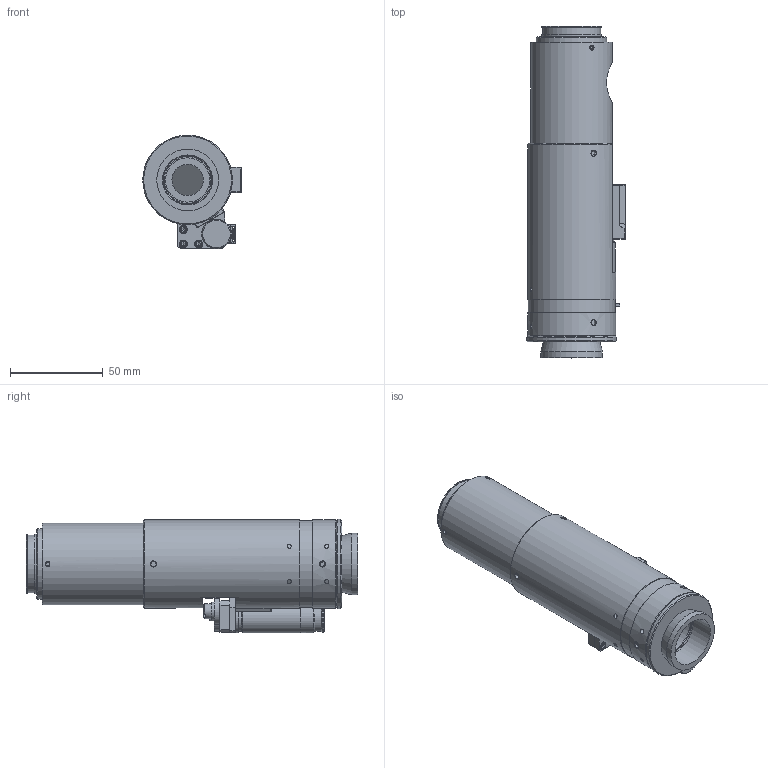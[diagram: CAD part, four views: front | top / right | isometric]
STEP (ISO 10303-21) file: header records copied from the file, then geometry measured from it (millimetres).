
FILE_DESCRIPTION((''),'2;1');
FILE_NAME('51318_0.stp','2006-03-24T13:00:34',('PODLENA'),(''),'Autodesk Inventor 10','Autodesk Inventor 10','');
FILE_SCHEMA(('AUTOMOTIVE_DESIGN { 1 0 10303 214 1 1 1 1 }'));
Length unit declared in the file: inch
Products named in the file (50): 51318_0; 7015; 62327; 7449; 7036; 51276(coax)_0; 51186; 50347(COAX)_0; 50352; 50348_0; 50354; 50355; 50143; 50616; 50465; 50121; 7007; 7004; 60398; 60400; 60399-R; 7183; 7040; 51275; 50211; 50215-R; 62325; 51187; 7006; 62565_12X; 60976; 62326; 62326-1; DN6848S; ECS-T1CY105R; ECJ-2VF1H104Z; 62804; 51404; 50497; 50496 ...
Assembly tree (73 placements, depth 5):
  51318_0
    7015
    62327
    7449  x3
    7036  x2
    51276(coax)_0
      51186
      50347(COAX)_0
        50352
        50348_0
          50354
          50355
        50143  x2
        50616  x2
        50465
        50121
        7007  x3
      7004  x6
      60398
      60400
      60399-R
      7183
      7040  x4
      7036  x3
      51275
        50211
        50215-R
        62325  x2
        51187
        7006  x3
    62565_12X
      60976
      62326
        62326-1
        DN6848S  x2
        ECS-T1CY105R
        ECJ-2VF1H104Z
      62804
    51404
      50497
      50496
      50494
        50498
        50109
      50030-.25F
        50031-0.25F
        50032-0.25F
      7108  x3
    61337-R
      61337-R-1
      61337-R-2
Bounding box: 53.15 x 179.17 x 61.41 mm (x, y, z)
Volume: 179567.7 mm3; surface area: 126156 mm2
Topology: 63 solids, 63 shells, 1594 faces, 3854 edges, 2531 vertices
Faces by surface type: plane 982, bspline 269, cylinder 209, cone 119, sphere 15
Full cylindrical faces by diameter (mm): 1.016 x4, 1.702 x6, 1.727 x2, 2.083 x2, 2.159 x6, 2.184 x22, 2.286 x2, 2.845 x12, 2.997 x2, 3.162 x2, 3.175 x2, 3.556 x5, 4.166 x7, 4.267 x3, 4.75 x3, 4.757 x2, 4.78 x1, 6.35 x1, 7.01 x2, 7.938 x1, 9.525 x2, 10.109 x1, 10.16 x1, 14.11 x1, 14.122 x1, 14.351 x1, 14.503 x1, 14.986 x1, 15.011 x1, 15.875 x2
Entity records: 43338 total; most frequent: CARTESIAN_POINT 15244, ORIENTED_EDGE 5400, DIRECTION 4837, EDGE_CURVE 2700, VERTEX_POINT 1938, EDGE_LOOP 1762, VECTOR 1725, LINE 1725
